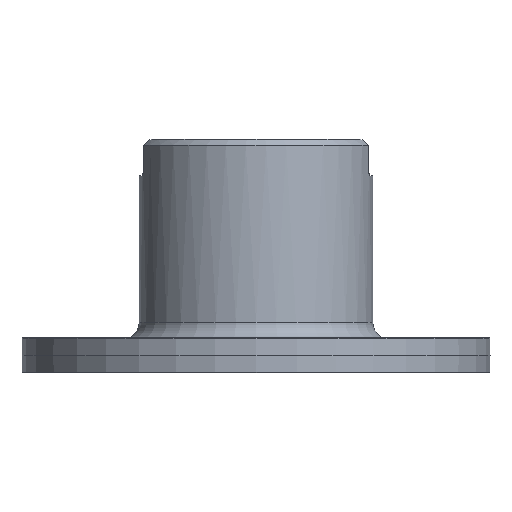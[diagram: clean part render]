
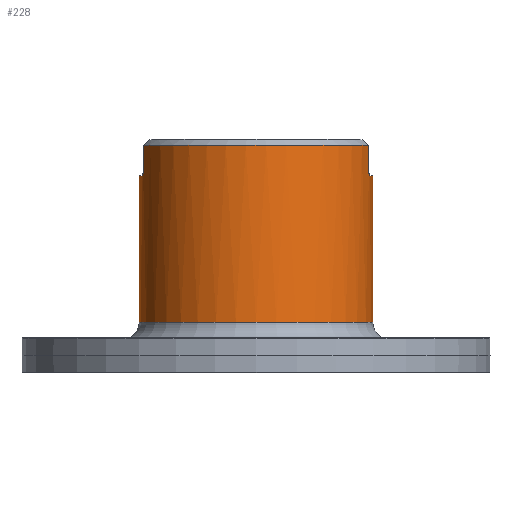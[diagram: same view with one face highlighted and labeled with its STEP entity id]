
A CAD part, left-side view. The second image highlights one B-rep face of the part: STEP entity #228.
In plain terms, the highlighted cylindrical face has radius 20 mm (diameter 40 mm), a full revolution.
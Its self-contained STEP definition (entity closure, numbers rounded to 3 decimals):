
#92=CYLINDRICAL_SURFACE('',#867,20.);
#107=FACE_BOUND('',#326,.T.);
#108=FACE_BOUND('',#327,.T.);
#192=B_SPLINE_CURVE_WITH_KNOTS('',3,(#1209,#1210,#1211,#1212,#1213,#1214,
#1215,#1216,#1217,#1218,#1219,#1220,#1221,#1222,#1223,#1224),
 .UNSPECIFIED.,.F.,.F.,(4,3,3,3,3,4),(0.,0.222,0.445,
0.666,0.881,1.),.UNSPECIFIED.);
#193=B_SPLINE_CURVE_WITH_KNOTS('',3,(#1233,#1234,#1235,#1236,#1237,#1238,
#1239,#1240,#1241,#1242,#1243,#1244,#1245,#1246,#1247,#1248),
 .UNSPECIFIED.,.F.,.F.,(4,3,3,3,3,4),(0.,0.207,0.413,
0.623,0.839,1.),.UNSPECIFIED.);
#194=B_SPLINE_CURVE_WITH_KNOTS('',3,(#1252,#1253,#1254,#1255,#1256,#1257,
#1258,#1259,#1260,#1261,#1262,#1263,#1264,#1265,#1266,#1267),
 .UNSPECIFIED.,.F.,.F.,(4,3,3,3,3,4),(0.,0.222,0.445,
0.666,0.881,1.),.UNSPECIFIED.);
#195=B_SPLINE_CURVE_WITH_KNOTS('',3,(#1272,#1273,#1274,#1275,#1276,#1277,
#1278,#1279,#1280,#1281,#1282,#1283,#1284,#1285,#1286,#1287),
 .UNSPECIFIED.,.F.,.F.,(4,3,3,3,3,4),(0.,0.207,0.413,
0.623,0.839,1.),.UNSPECIFIED.);
#228=ADVANCED_FACE('',(#107,#108),#92,.T.);
#326=EDGE_LOOP('',(#480,#481,#482,#483,#484,#485,#486,#487,#488,#489,#490,
#491));
#327=EDGE_LOOP('',(#492));
#415=CIRCLE('',#850,20.);
#423=CIRCLE('',#863,20.);
#424=CIRCLE('',#864,20.);
#425=CIRCLE('',#865,20.);
#426=CIRCLE('',#866,20.);
#480=ORIENTED_EDGE('',*,*,#725,.T.);
#481=ORIENTED_EDGE('',*,*,#726,.T.);
#482=ORIENTED_EDGE('',*,*,#727,.T.);
#483=ORIENTED_EDGE('',*,*,#728,.T.);
#484=ORIENTED_EDGE('',*,*,#729,.T.);
#485=ORIENTED_EDGE('',*,*,#730,.T.);
#486=ORIENTED_EDGE('',*,*,#731,.T.);
#487=ORIENTED_EDGE('',*,*,#732,.T.);
#488=ORIENTED_EDGE('',*,*,#714,.T.);
#489=ORIENTED_EDGE('',*,*,#733,.T.);
#490=ORIENTED_EDGE('',*,*,#734,.T.);
#491=ORIENTED_EDGE('',*,*,#735,.T.);
#492=ORIENTED_EDGE('',*,*,#736,.T.);
#644=VERTEX_POINT('',#1172);
#646=VERTEX_POINT('',#1175);
#656=VERTEX_POINT('',#1225);
#657=VERTEX_POINT('',#1226);
#658=VERTEX_POINT('',#1228);
#659=VERTEX_POINT('',#1230);
#660=VERTEX_POINT('',#1232);
#661=VERTEX_POINT('',#1249);
#662=VERTEX_POINT('',#1251);
#663=VERTEX_POINT('',#1268);
#664=VERTEX_POINT('',#1271);
#665=VERTEX_POINT('',#1288);
#666=VERTEX_POINT('',#1291);
#714=EDGE_CURVE('',#646,#644,#415,.T.);
#725=EDGE_CURVE('',#656,#657,#192,.T.);
#726=EDGE_CURVE('',#657,#658,#800,.T.);
#727=EDGE_CURVE('',#658,#659,#423,.T.);
#728=EDGE_CURVE('',#659,#660,#801,.T.);
#729=EDGE_CURVE('',#660,#661,#193,.T.);
#730=EDGE_CURVE('',#661,#662,#424,.T.);
#731=EDGE_CURVE('',#662,#663,#194,.T.);
#732=EDGE_CURVE('',#663,#646,#802,.T.);
#733=EDGE_CURVE('',#644,#664,#803,.T.);
#734=EDGE_CURVE('',#664,#665,#195,.T.);
#735=EDGE_CURVE('',#665,#656,#425,.T.);
#736=EDGE_CURVE('',#666,#666,#426,.T.);
#800=LINE('',#1227,#824);
#801=LINE('',#1231,#825);
#802=LINE('',#1269,#826);
#803=LINE('',#1270,#827);
#824=VECTOR('',#972,1.);
#825=VECTOR('',#975,1.);
#826=VECTOR('',#978,1.);
#827=VECTOR('',#979,1.);
#850=AXIS2_PLACEMENT_3D('',#1174,#946,#947);
#863=AXIS2_PLACEMENT_3D('',#1229,#973,#974);
#864=AXIS2_PLACEMENT_3D('',#1250,#976,#977);
#865=AXIS2_PLACEMENT_3D('',#1289,#980,#981);
#866=AXIS2_PLACEMENT_3D('',#1290,#982,#983);
#867=AXIS2_PLACEMENT_3D('',#1292,#984,#985);
#946=DIRECTION('',(0.,0.,-1.));
#947=DIRECTION('',(1.,0.,0.));
#972=DIRECTION('',(0.,0.,1.));
#973=DIRECTION('',(0.,0.,-1.));
#974=DIRECTION('',(1.,0.,0.));
#975=DIRECTION('',(0.,0.,-1.));
#976=DIRECTION('',(0.,0.,-1.));
#977=DIRECTION('',(1.,0.,0.));
#978=DIRECTION('',(0.,0.,1.));
#979=DIRECTION('',(0.,0.,-1.));
#980=DIRECTION('',(0.,0.,-1.));
#981=DIRECTION('',(1.,0.,0.));
#982=DIRECTION('',(0.,0.,1.));
#983=DIRECTION('',(1.,0.,0.));
#984=DIRECTION('',(0.,0.,-1.));
#985=DIRECTION('',(1.,0.,0.));
#1172=CARTESIAN_POINT('',(5.2,-19.312,-1.));
#1174=CARTESIAN_POINT('',(0.,0.,-1.));
#1175=CARTESIAN_POINT('',(5.2,19.312,-1.));
#1209=CARTESIAN_POINT('',(-4.4,-19.51,-6.3));
#1210=CARTESIAN_POINT('',(-4.492,-19.489,-6.3));
#1211=CARTESIAN_POINT('',(-4.585,-19.468,-6.284));
#1212=CARTESIAN_POINT('',(-4.671,-19.447,-6.253));
#1213=CARTESIAN_POINT('',(-4.757,-19.426,-6.222));
#1214=CARTESIAN_POINT('',(-4.839,-19.406,-6.175));
#1215=CARTESIAN_POINT('',(-4.91,-19.388,-6.116));
#1216=CARTESIAN_POINT('',(-4.981,-19.37,-6.058));
#1217=CARTESIAN_POINT('',(-5.043,-19.354,-5.985));
#1218=CARTESIAN_POINT('',(-5.089,-19.342,-5.906));
#1219=CARTESIAN_POINT('',(-5.135,-19.33,-5.828));
#1220=CARTESIAN_POINT('',(-5.168,-19.321,-5.741));
#1221=CARTESIAN_POINT('',(-5.185,-19.316,-5.652));
#1222=CARTESIAN_POINT('',(-5.195,-19.314,-5.602));
#1223=CARTESIAN_POINT('',(-5.2,-19.312,-5.551));
#1224=CARTESIAN_POINT('',(-5.2,-19.312,-5.5));
#1225=CARTESIAN_POINT('',(-4.4,-19.51,-6.3));
#1226=CARTESIAN_POINT('',(-5.2,-19.312,-5.5));
#1227=CARTESIAN_POINT('',(-5.2,-19.312,-0.817));
#1228=CARTESIAN_POINT('',(-5.2,-19.312,-1.));
#1229=CARTESIAN_POINT('',(0.,0.,-1.));
#1230=CARTESIAN_POINT('',(-5.2,19.312,-1.));
#1231=CARTESIAN_POINT('',(-5.2,19.312,-0.817));
#1232=CARTESIAN_POINT('',(-5.2,19.312,-5.5));
#1233=CARTESIAN_POINT('',(-5.2,19.312,-5.5));
#1234=CARTESIAN_POINT('',(-5.2,19.312,-5.587));
#1235=CARTESIAN_POINT('',(-5.185,19.316,-5.676));
#1236=CARTESIAN_POINT('',(-5.157,19.324,-5.758));
#1237=CARTESIAN_POINT('',(-5.129,19.331,-5.841));
#1238=CARTESIAN_POINT('',(-5.087,19.342,-5.919));
#1239=CARTESIAN_POINT('',(-5.034,19.356,-5.987));
#1240=CARTESIAN_POINT('',(-4.981,19.37,-6.057));
#1241=CARTESIAN_POINT('',(-4.915,19.387,-6.118));
#1242=CARTESIAN_POINT('',(-4.843,19.405,-6.166));
#1243=CARTESIAN_POINT('',(-4.769,19.423,-6.216));
#1244=CARTESIAN_POINT('',(-4.685,19.444,-6.253));
#1245=CARTESIAN_POINT('',(-4.598,19.464,-6.275));
#1246=CARTESIAN_POINT('',(-4.534,19.479,-6.292));
#1247=CARTESIAN_POINT('',(-4.467,19.495,-6.3));
#1248=CARTESIAN_POINT('',(-4.4,19.51,-6.3));
#1249=CARTESIAN_POINT('',(-4.4,19.51,-6.3));
#1250=CARTESIAN_POINT('',(0.,0.,-6.3));
#1251=CARTESIAN_POINT('',(4.4,19.51,-6.3));
#1252=CARTESIAN_POINT('',(4.4,19.51,-6.3));
#1253=CARTESIAN_POINT('',(4.492,19.489,-6.3));
#1254=CARTESIAN_POINT('',(4.585,19.468,-6.284));
#1255=CARTESIAN_POINT('',(4.671,19.447,-6.253));
#1256=CARTESIAN_POINT('',(4.757,19.426,-6.222));
#1257=CARTESIAN_POINT('',(4.839,19.406,-6.175));
#1258=CARTESIAN_POINT('',(4.91,19.388,-6.116));
#1259=CARTESIAN_POINT('',(4.981,19.37,-6.058));
#1260=CARTESIAN_POINT('',(5.043,19.354,-5.985));
#1261=CARTESIAN_POINT('',(5.089,19.342,-5.906));
#1262=CARTESIAN_POINT('',(5.135,19.33,-5.828));
#1263=CARTESIAN_POINT('',(5.168,19.321,-5.741));
#1264=CARTESIAN_POINT('',(5.185,19.316,-5.652));
#1265=CARTESIAN_POINT('',(5.195,19.314,-5.602));
#1266=CARTESIAN_POINT('',(5.2,19.312,-5.551));
#1267=CARTESIAN_POINT('',(5.2,19.312,-5.5));
#1268=CARTESIAN_POINT('',(5.2,19.312,-5.5));
#1269=CARTESIAN_POINT('',(5.2,19.312,-0.817));
#1270=CARTESIAN_POINT('',(5.2,-19.312,-0.817));
#1271=CARTESIAN_POINT('',(5.2,-19.312,-5.5));
#1272=CARTESIAN_POINT('',(5.2,-19.312,-5.5));
#1273=CARTESIAN_POINT('',(5.2,-19.312,-5.587));
#1274=CARTESIAN_POINT('',(5.185,-19.316,-5.676));
#1275=CARTESIAN_POINT('',(5.157,-19.324,-5.758));
#1276=CARTESIAN_POINT('',(5.129,-19.331,-5.841));
#1277=CARTESIAN_POINT('',(5.087,-19.342,-5.919));
#1278=CARTESIAN_POINT('',(5.034,-19.356,-5.987));
#1279=CARTESIAN_POINT('',(4.981,-19.37,-6.057));
#1280=CARTESIAN_POINT('',(4.915,-19.387,-6.118));
#1281=CARTESIAN_POINT('',(4.843,-19.405,-6.166));
#1282=CARTESIAN_POINT('',(4.769,-19.423,-6.216));
#1283=CARTESIAN_POINT('',(4.685,-19.444,-6.253));
#1284=CARTESIAN_POINT('',(4.598,-19.464,-6.275));
#1285=CARTESIAN_POINT('',(4.534,-19.479,-6.292));
#1286=CARTESIAN_POINT('',(4.467,-19.495,-6.3));
#1287=CARTESIAN_POINT('',(4.4,-19.51,-6.3));
#1288=CARTESIAN_POINT('',(4.4,-19.51,-6.3));
#1289=CARTESIAN_POINT('',(0.,0.,-6.3));
#1290=CARTESIAN_POINT('',(0.,0.,-31.3));
#1291=CARTESIAN_POINT('',(20.,0.,-31.3));
#1292=CARTESIAN_POINT('',(0.,0.,-0.817));
